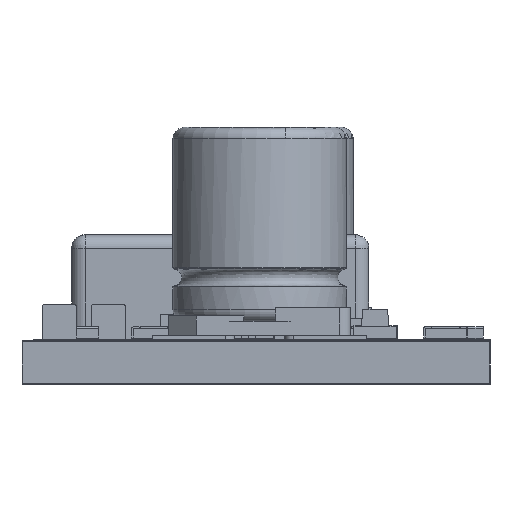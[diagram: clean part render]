
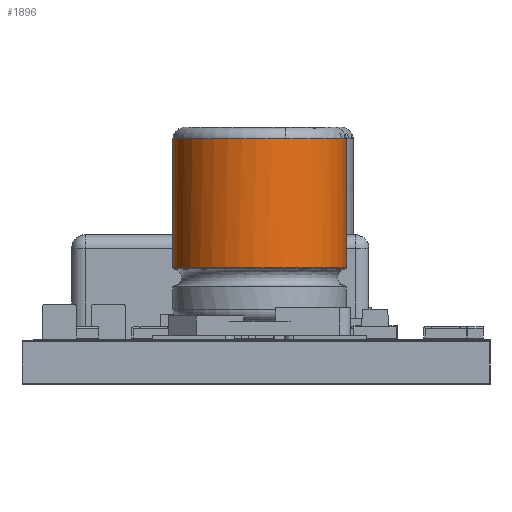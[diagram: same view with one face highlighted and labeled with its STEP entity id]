
A CAD part, left-side view. The second image highlights one B-rep face of the part: STEP entity #1896.
In plain terms, the highlighted cylindrical face has radius 3.15 mm (diameter 6.3 mm), a full revolution.
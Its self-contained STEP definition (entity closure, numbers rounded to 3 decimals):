
#1562 = VERTEX_POINT('',#1563);
#1563 = CARTESIAN_POINT('',(-3.15,0.,2.593));
#1569 = EDGE_CURVE('',#1562,#1562,#1570,.T.);
#1570 = ( BOUNDED_CURVE() B_SPLINE_CURVE(13,(#1571,#1572,#1573,#1574,
    #1575,#1576,#1577,#1578,#1579,#1580,#1581,#1582,#1583,#1584),
.UNSPECIFIED.,.T.,.F.) B_SPLINE_CURVE_WITH_KNOTS((1,13,13,1),(
    -19.792,0.,19.792,39.584),
.UNSPECIFIED.) CURVE() GEOMETRIC_REPRESENTATION_ITEM() 
RATIONAL_B_SPLINE_CURVE((1.,1.,1.,1.,
    1.,1.,1.,1.,
    1.,1.,1.,1.,1.,1.)) 
REPRESENTATION_ITEM('') );
#1571 = CARTESIAN_POINT('',(-3.15,0.,2.593));
#1572 = CARTESIAN_POINT('',(-3.15,1.5,
    2.593));
#1573 = CARTESIAN_POINT('',(-2.375,3.035,
    2.593));
#1574 = CARTESIAN_POINT('',(-0.779,4.133,
    2.593));
#1575 = CARTESIAN_POINT('',(1.417,4.302,2.593
    ));
#1576 = CARTESIAN_POINT('',(3.314,3.132,2.593
    ));
#1577 = CARTESIAN_POINT('',(4.706,1.424,2.593
    ));
#1578 = CARTESIAN_POINT('',(4.706,-1.424,
    2.593));
#1579 = CARTESIAN_POINT('',(3.314,-3.132,2.593
    ));
#1580 = CARTESIAN_POINT('',(1.417,-4.302,
    2.593));
#1581 = CARTESIAN_POINT('',(-0.779,-4.133,
    2.593));
#1582 = CARTESIAN_POINT('',(-2.375,-3.035,
    2.593));
#1583 = CARTESIAN_POINT('',(-3.15,-1.5,2.593));
#1584 = CARTESIAN_POINT('',(-3.15,0.,2.593));
#1896 = ADVANCED_FACE('',(#1897),#1943,.T.);
#1897 = FACE_BOUND('',#1898,.T.);
#1898 = EDGE_LOOP('',(#1899,#1900,#1908,#1917,#1926,#1935,#1942));
#1899 = ORIENTED_EDGE('',*,*,#1569,.F.);
#1900 = ORIENTED_EDGE('',*,*,#1901,.T.);
#1901 = EDGE_CURVE('',#1562,#1902,#1904,.T.);
#1902 = VERTEX_POINT('',#1903);
#1903 = CARTESIAN_POINT('',(-3.15,0.,7.28));
#1904 = LINE('',#1905,#1906);
#1905 = CARTESIAN_POINT('',(-3.15,0.,2.563));
#1906 = VECTOR('',#1907,1.);
#1907 = DIRECTION('',(0.,0.,1.));
#1908 = ORIENTED_EDGE('',*,*,#1909,.T.);
#1909 = EDGE_CURVE('',#1902,#1910,#1912,.T.);
#1910 = VERTEX_POINT('',#1911);
#1911 = CARTESIAN_POINT('',(0.945,3.005,7.28));
#1912 = CIRCLE('',#1913,3.15);
#1913 = AXIS2_PLACEMENT_3D('',#1914,#1915,#1916);
#1914 = CARTESIAN_POINT('',(0.,0.,7.28));
#1915 = DIRECTION('',(0.,0.,-1.));
#1916 = DIRECTION('',(-1.,0.,0.));
#1917 = ORIENTED_EDGE('',*,*,#1918,.T.);
#1918 = EDGE_CURVE('',#1910,#1919,#1921,.T.);
#1919 = VERTEX_POINT('',#1920);
#1920 = CARTESIAN_POINT('',(3.15,0.,7.28));
#1921 = CIRCLE('',#1922,3.15);
#1922 = AXIS2_PLACEMENT_3D('',#1923,#1924,#1925);
#1923 = CARTESIAN_POINT('',(0.,0.,7.28));
#1924 = DIRECTION('',(0.,0.,-1.));
#1925 = DIRECTION('',(-1.,0.,0.));
#1926 = ORIENTED_EDGE('',*,*,#1927,.T.);
#1927 = EDGE_CURVE('',#1919,#1928,#1930,.T.);
#1928 = VERTEX_POINT('',#1929);
#1929 = CARTESIAN_POINT('',(0.945,-3.005,7.28));
#1930 = CIRCLE('',#1931,3.15);
#1931 = AXIS2_PLACEMENT_3D('',#1932,#1933,#1934);
#1932 = CARTESIAN_POINT('',(0.,0.,7.28));
#1933 = DIRECTION('',(0.,0.,-1.));
#1934 = DIRECTION('',(-1.,0.,0.));
#1935 = ORIENTED_EDGE('',*,*,#1936,.T.);
#1936 = EDGE_CURVE('',#1928,#1902,#1937,.T.);
#1937 = CIRCLE('',#1938,3.15);
#1938 = AXIS2_PLACEMENT_3D('',#1939,#1940,#1941);
#1939 = CARTESIAN_POINT('',(0.,0.,7.28));
#1940 = DIRECTION('',(0.,0.,-1.));
#1941 = DIRECTION('',(-1.,0.,0.));
#1942 = ORIENTED_EDGE('',*,*,#1901,.F.);
#1943 = CYLINDRICAL_SURFACE('',#1944,3.15);
#1944 = AXIS2_PLACEMENT_3D('',#1945,#1946,#1947);
#1945 = CARTESIAN_POINT('',(0.,0.,2.563));
#1946 = DIRECTION('',(0.,0.,1.));
#1947 = DIRECTION('',(-1.,0.,0.));
